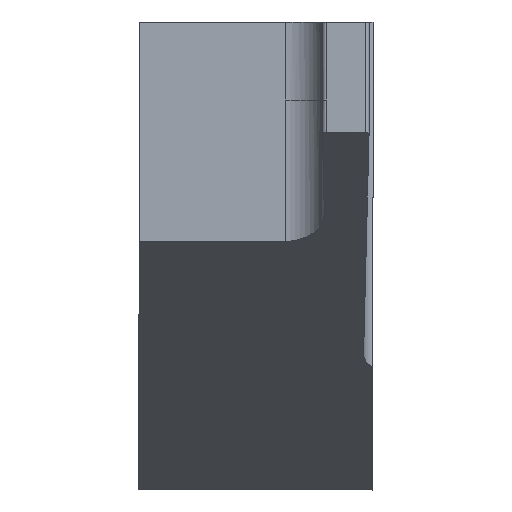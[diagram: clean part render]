
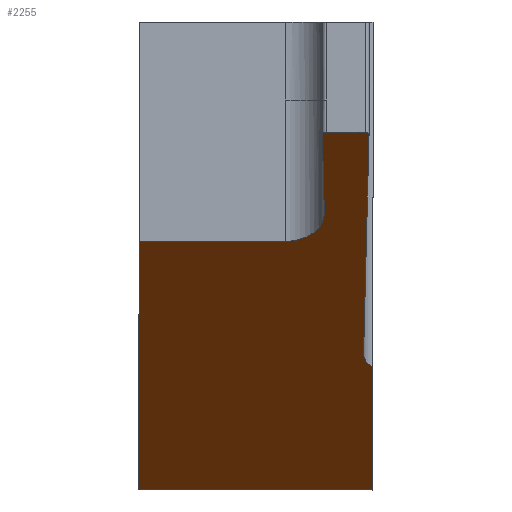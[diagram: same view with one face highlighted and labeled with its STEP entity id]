
A CAD part, front view. The second image highlights one B-rep face of the part: STEP entity #2255.
In plain terms, the highlighted planar face has unit normal (0, -0.574, -0.819).
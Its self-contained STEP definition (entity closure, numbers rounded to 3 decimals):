
#96=CARTESIAN_POINT('',(3.,4.3,-4.422));
#97=VERTEX_POINT('',#96);
#108=CARTESIAN_POINT('',(3.,4.3,-4.422));
#109=DIRECTION('',(0.,0.819,-0.574));
#110=VECTOR('',#109,2.752);
#111=LINE('',#108,#110);
#112=CARTESIAN_POINT('',(3.,6.554,-6.));
#113=VERTEX_POINT('',#112);
#114=EDGE_CURVE('',#97,#113,#111,.T.);
#422=CARTESIAN_POINT('',(0.,2.,-2.811));
#423=VERTEX_POINT('',#422);
#463=CARTESIAN_POINT('',(1.876,2.,-2.811));
#464=VERTEX_POINT('',#463);
#475=CARTESIAN_POINT('',(1.876,2.,-2.811));
#476=DIRECTION('',(-1.,0.,0.));
#477=VECTOR('',#476,1.876);
#478=LINE('',#475,#477);
#479=EDGE_CURVE('',#464,#423,#478,.T.);
#511=CARTESIAN_POINT('',(2.376,1.491,-2.455));
#512=VERTEX_POINT('',#511);
#523=CARTESIAN_POINT('',(2.376,1.491,-2.455));
#524=CARTESIAN_POINT('',(2.381,1.788,-2.663));
#525=CARTESIAN_POINT('',(2.173,2.,-2.811));
#526=CARTESIAN_POINT('',(1.876,2.,-2.811));
#527=(BOUNDED_CURVE()B_SPLINE_CURVE(3,(#523,#524,#525,#526),.UNSPECIFIED.,.F.,.F.)B_SPLINE_CURVE_WITH_KNOTS((4,4),(0.,1.),.UNSPECIFIED.)CURVE()GEOMETRIC_REPRESENTATION_ITEM()RATIONAL_B_SPLINE_CURVE((1.,0.801,0.801,1.))REPRESENTATION_ITEM(''));
#528=EDGE_CURVE('',#512,#464,#527,.T.);
#608=CARTESIAN_POINT('',(2.351,0.051,-1.446));
#609=VERTEX_POINT('',#608);
#620=CARTESIAN_POINT('',(2.351,0.051,-1.446));
#621=DIRECTION('',(0.014,0.819,-0.574));
#622=VECTOR('',#621,1.759);
#623=LINE('',#620,#622);
#624=EDGE_CURVE('',#609,#512,#623,.T.);
#677=CARTESIAN_POINT('',(2.401,0.,-1.411));
#678=CARTESIAN_POINT('',(2.371,0.,-1.411));
#679=CARTESIAN_POINT('',(2.35,0.021,-1.426));
#680=CARTESIAN_POINT('',(2.351,0.051,-1.446));
#681=(BOUNDED_CURVE()B_SPLINE_CURVE(3,(#677,#678,#679,#680),.UNSPECIFIED.,.F.,.F.)B_SPLINE_CURVE_WITH_KNOTS((4,4),(0.,1.),.UNSPECIFIED.)CURVE()GEOMETRIC_REPRESENTATION_ITEM()RATIONAL_B_SPLINE_CURVE((1.,0.801,0.801,1.))REPRESENTATION_ITEM(''));
#682=CARTESIAN_POINT('',(2.401,0.,-1.411));
#683=VERTEX_POINT('',#682);
#684=EDGE_CURVE('',#683,#609,#681,.T.);
#922=CARTESIAN_POINT('',(2.401,0.,-1.411));
#923=DIRECTION('',(1.,0.,0.));
#924=VECTOR('',#923,0.498);
#925=LINE('',#922,#924);
#926=CARTESIAN_POINT('',(2.899,0.,-1.411));
#927=VERTEX_POINT('',#926);
#928=EDGE_CURVE('',#683,#927,#925,.T.);
#968=CARTESIAN_POINT('',(2.949,0.051,-1.446));
#969=CARTESIAN_POINT('',(2.95,0.021,-1.426));
#970=CARTESIAN_POINT('',(2.929,0.,-1.411));
#971=CARTESIAN_POINT('',(2.899,0.,-1.411));
#972=(BOUNDED_CURVE()B_SPLINE_CURVE(3,(#968,#969,#970,#971),.UNSPECIFIED.,.F.,.F.)B_SPLINE_CURVE_WITH_KNOTS((4,4),(0.,1.),.UNSPECIFIED.)CURVE()GEOMETRIC_REPRESENTATION_ITEM()RATIONAL_B_SPLINE_CURVE((1.,0.801,0.801,1.))REPRESENTATION_ITEM(''));
#973=CARTESIAN_POINT('',(2.949,0.051,-1.446));
#974=VERTEX_POINT('',#973);
#975=EDGE_CURVE('',#974,#927,#972,.T.);
#1037=CARTESIAN_POINT('',(2.879,4.054,-4.25));
#1038=VERTEX_POINT('',#1037);
#1049=CARTESIAN_POINT('',(2.879,4.054,-4.25));
#1050=DIRECTION('',(0.014,-0.819,0.574));
#1051=VECTOR('',#1050,4.888);
#1052=LINE('',#1049,#1051);
#1053=EDGE_CURVE('',#1038,#974,#1052,.T.);
#2038=CARTESIAN_POINT('',(0.,6.554,-6.));
#2039=VERTEX_POINT('',#2038);
#2050=CARTESIAN_POINT('',(3.,6.554,-6.));
#2051=DIRECTION('',(-1.,0.,0.));
#2052=VECTOR('',#2051,3.);
#2053=LINE('',#2050,#2052);
#2054=EDGE_CURVE('',#113,#2039,#2053,.T.);
#2138=CARTESIAN_POINT('',(1.9,2.782,-3.359));
#2139=DIRECTION('',(0.,0.574,0.819));
#2140=DIRECTION('',(0.,-0.47,0.329));
#2141=AXIS2_PLACEMENT_3D('',#2138,#2139,#2140);
#2142=PLANE('',#2141);
#2143=ORIENTED_EDGE('Edge 249',*,*,#624,.T.);
#2152=ORIENTED_EDGE('Edge 254',*,*,#684,.T.);
#2161=ORIENTED_EDGE('Edge 259',*,*,#928,.F.);
#2170=ORIENTED_EDGE('Edge 264',*,*,#975,.T.);
#2179=ORIENTED_EDGE('Edge 269',*,*,#1053,.T.);
#2188=CARTESIAN_POINT('',(3.,4.3,-4.422));
#2189=CARTESIAN_POINT('',(2.921,4.241,-4.38));
#2190=CARTESIAN_POINT('',(2.878,4.153,-4.319));
#2191=CARTESIAN_POINT('',(2.879,4.054,-4.25));
#2192=(BOUNDED_CURVE()B_SPLINE_CURVE(3,(#2188,#2189,#2190,#2191),.UNSPECIFIED.,.F.,.F.)B_SPLINE_CURVE_WITH_KNOTS((4,4),(0.,1.),.UNSPECIFIED.)CURVE()GEOMETRIC_REPRESENTATION_ITEM()RATIONAL_B_SPLINE_CURVE((1.,0.926,0.926,1.))REPRESENTATION_ITEM('')
);
#2193=EDGE_CURVE('',#97,#1038,#2192,.T.);
#2194=ORIENTED_EDGE('Edge 274',*,*,#2193,.T.);
#2203=ORIENTED_EDGE('Edge 279',*,*,#114,.F.);
#2212=ORIENTED_EDGE('Edge 402',*,*,#2054,.F.);
#2221=CARTESIAN_POINT('',(0.,2.,-2.811));
#2222=DIRECTION('',(0.,0.819,-0.574));
#2223=VECTOR('',#2222,5.56);
#2224=LINE('',#2221,#2223);
#2225=EDGE_CURVE('',#423,#2039,#2224,.T.);
#2226=ORIENTED_EDGE('Edge 123',*,*,#2225,.T.);
#2235=ORIENTED_EDGE('Edge 294',*,*,#479,.T.);
#2244=ORIENTED_EDGE('Edge 299',*,*,#528,.T.);
#2253=EDGE_LOOP('',(#2244,#2235,#2226,#2212,#2203,#2194,#2179,#2170,#2161,#2152,#2143));
#2254=FACE_OUTER_BOUND('Loop 300',#2253,.T.);
#2255=ADVANCED_FACE('Face 301',(#2254),#2142,.F.);
